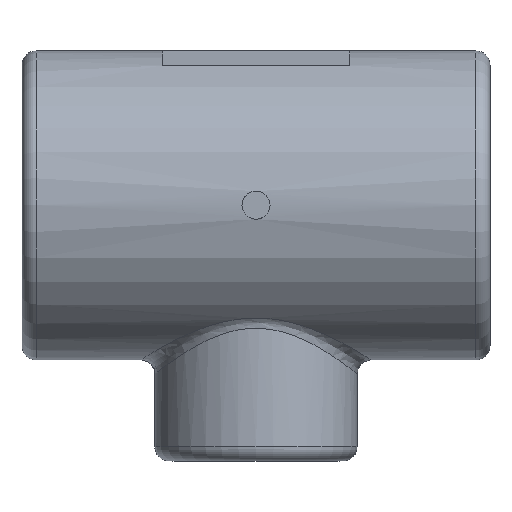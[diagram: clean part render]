
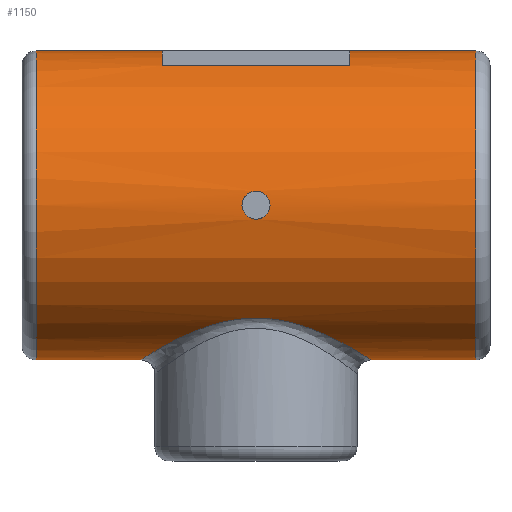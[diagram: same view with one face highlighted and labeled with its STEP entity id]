
A CAD part, top view. The second image highlights one B-rep face of the part: STEP entity #1150.
In plain terms, the highlighted cylindrical face has radius 16.5 mm (diameter 33 mm), a full revolution.
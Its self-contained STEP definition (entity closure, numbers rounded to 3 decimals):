
#156=LINE('',#11308,#175);
#160=LINE('',#11318,#179);
#175=VECTOR('',#1264,1000.);
#179=VECTOR('',#1274,1000.);
#186=CYLINDRICAL_SURFACE('',#1214,16.5);
#219=B_SPLINE_CURVE_WITH_KNOTS('',3,(#16262,#16263,#16264,#16265,#16266,
#16267,#16268,#16269,#16270,#16271,#16272,#16273,#16274,#16275,#16276,#16277,
#16278,#16279,#16280,#16281,#16282,#16283,#16284,#16285,#16286,#16287,#16288,
#16289,#16290,#16291),.UNSPECIFIED.,.F.,.F.,(4,1,1,1,1,1,1,1,1,1,1,1,1,
1,1,1,1,1,1,1,1,1,1,1,1,1,1,4),(0.,0.063,0.094,0.125,0.156,0.188,
0.25,0.281,0.313,0.344,0.375,0.406,0.438,0.5,0.531,0.563,0.594,
0.625,0.656,0.688,0.75,0.781,0.813,0.844,0.875,0.906,0.938,1.),
 .UNSPECIFIED.);
#222=B_SPLINE_CURVE_WITH_KNOTS('',3,(#16408,#16409,#16410,#16411,#16412,
#16413,#16414,#16415,#16416,#16417,#16418),.UNSPECIFIED.,.T.,.F.,(1,1,1,
1,1,1,1,1,1,1,1,1,1,1,1),(-0.004,-0.002,-0.001,
0.,0.001,0.002,0.004,0.005,
0.006,0.007,0.008,0.009,
0.011,0.012,0.013),.UNSPECIFIED.);
#223=B_SPLINE_CURVE_WITH_KNOTS('',3,(#16420,#16421,#16422,#16423,#16424,
#16425,#16426,#16427,#16428,#16429,#16430,#16431,#16432,#16433,#16434,#16435,
#16436,#16437,#16438,#16439,#16440,#16441,#16442,#16443,#16444,#16445,#16446,
#16447,#16448,#16449,#16450),.UNSPECIFIED.,.F.,.F.,(4,1,1,1,1,1,1,1,1,1,
1,1,1,1,1,1,1,1,1,1,1,1,1,1,1,1,1,1,4),(0.,0.031,0.063,0.094,0.125,
0.156,0.188,0.25,0.281,0.313,0.344,0.375,0.406,0.438,0.5,0.531,
0.563,0.594,0.625,0.656,0.688,0.75,0.781,0.813,0.844,0.875,0.906,
0.938,1.),.UNSPECIFIED.);
#460=ORIENTED_EDGE('',*,*,#786,.T.);
#461=ORIENTED_EDGE('',*,*,#787,.T.);
#462=ORIENTED_EDGE('',*,*,#788,.T.);
#463=ORIENTED_EDGE('',*,*,#717,.F.);
#464=ORIENTED_EDGE('',*,*,#705,.F.);
#465=ORIENTED_EDGE('',*,*,#708,.F.);
#466=ORIENTED_EDGE('',*,*,#711,.F.);
#467=ORIENTED_EDGE('',*,*,#718,.F.);
#468=ORIENTED_EDGE('',*,*,#713,.F.);
#469=ORIENTED_EDGE('',*,*,#773,.T.);
#470=ORIENTED_EDGE('',*,*,#789,.T.);
#705=EDGE_CURVE('',#884,#886,#965,.T.);
#708=EDGE_CURVE('',#887,#884,#156,.T.);
#711=EDGE_CURVE('',#889,#887,#966,.T.);
#713=EDGE_CURVE('',#890,#892,#160,.T.);
#717=EDGE_CURVE('',#886,#890,#967,.T.);
#718=EDGE_CURVE('',#892,#889,#968,.T.);
#773=EDGE_CURVE('',#945,#943,#219,.T.);
#786=EDGE_CURVE('',#954,#954,#981,.T.);
#787=EDGE_CURVE('',#955,#955,#982,.T.);
#788=EDGE_CURVE('',#956,#956,#222,.T.);
#789=EDGE_CURVE('',#943,#945,#223,.T.);
#884=VERTEX_POINT('',#11299);
#886=VERTEX_POINT('',#11302);
#887=VERTEX_POINT('',#11306);
#889=VERTEX_POINT('',#11312);
#890=VERTEX_POINT('',#11316);
#892=VERTEX_POINT('',#11319);
#943=VERTEX_POINT('',#16260);
#945=VERTEX_POINT('',#16292);
#954=VERTEX_POINT('',#16405);
#955=VERTEX_POINT('',#16407);
#956=VERTEX_POINT('',#16419);
#965=CIRCLE('',#1184,16.5);
#966=CIRCLE('',#1187,16.5);
#967=CIRCLE('',#1190,16.5);
#968=CIRCLE('',#1192,16.5);
#981=CIRCLE('',#1215,16.5);
#982=CIRCLE('',#1216,16.5);
#1022=EDGE_LOOP('',(#460));
#1023=EDGE_LOOP('',(#461));
#1024=EDGE_LOOP('',(#462));
#1025=EDGE_LOOP('',(#463,#464,#465,#466,#467,#468));
#1026=EDGE_LOOP('',(#469,#470));
#1081=FACE_BOUND('',#1022,.T.);
#1082=FACE_BOUND('',#1023,.T.);
#1083=FACE_BOUND('',#1024,.T.);
#1084=FACE_BOUND('',#1025,.T.);
#1085=FACE_BOUND('',#1026,.T.);
#1150=ADVANCED_FACE('',(#1081,#1082,#1083,#1084,#1085),#186,.T.);
#1184=AXIS2_PLACEMENT_3D('',#11301,#1258,#1259);
#1187=AXIS2_PLACEMENT_3D('',#11313,#1269,#1270);
#1190=AXIS2_PLACEMENT_3D('',#11325,#1280,#1281);
#1192=AXIS2_PLACEMENT_3D('',#11327,#1284,#1285);
#1214=AXIS2_PLACEMENT_3D('',#16403,#1330,#1331);
#1215=AXIS2_PLACEMENT_3D('',#16404,#1332,#1333);
#1216=AXIS2_PLACEMENT_3D('',#16406,#1334,#1335);
#1258=DIRECTION('',(-1.,0.,0.));
#1259=DIRECTION('',(0.,0.,-1.));
#1264=DIRECTION('',(1.,0.,0.));
#1269=DIRECTION('',(1.,0.,0.));
#1270=DIRECTION('',(0.,0.,1.));
#1274=DIRECTION('',(-1.,0.,0.));
#1280=DIRECTION('',(-1.,0.,0.));
#1281=DIRECTION('',(0.,0.,-1.));
#1284=DIRECTION('',(1.,0.,0.));
#1285=DIRECTION('',(0.,0.,1.));
#1330=DIRECTION('',(-1.,0.,0.));
#1331=DIRECTION('',(0.,0.,1.));
#1332=DIRECTION('',(1.,0.,0.));
#1333=DIRECTION('',(0.,0.,-1.));
#1334=DIRECTION('',(-1.,0.,0.));
#1335=DIRECTION('',(0.,0.,1.));
#11299=CARTESIAN_POINT('',(10.,14.942,7.));
#11301=CARTESIAN_POINT('',(10.,0.,0.));
#11302=CARTESIAN_POINT('',(10.,16.5,0.));
#11306=CARTESIAN_POINT('',(-10.,14.942,7.));
#11308=CARTESIAN_POINT('',(-25.,14.942,7.));
#11312=CARTESIAN_POINT('',(-10.,16.5,0.));
#11313=CARTESIAN_POINT('',(-10.,0.,0.));
#11316=CARTESIAN_POINT('',(10.,14.942,-7.));
#11318=CARTESIAN_POINT('',(-25.,14.942,-7.));
#11319=CARTESIAN_POINT('',(-10.,14.942,-7.));
#11325=CARTESIAN_POINT('',(10.,0.,0.));
#11327=CARTESIAN_POINT('',(-10.,0.,0.));
#16260=CARTESIAN_POINT('',(12.26,-16.475,-0.906));
#16262=CARTESIAN_POINT('',(-12.258,-16.474,0.926));
#16263=CARTESIAN_POINT('',(-12.188,-16.43,1.711));
#16264=CARTESIAN_POINT('',(-11.937,-16.273,2.902));
#16265=CARTESIAN_POINT('',(-11.383,-15.936,4.324));
#16266=CARTESIAN_POINT('',(-10.832,-15.609,5.382));
#16267=CARTESIAN_POINT('',(-10.217,-15.256,6.31));
#16268=CARTESIAN_POINT('',(-9.239,-14.718,7.507));
#16269=CARTESIAN_POINT('',(-8.153,-14.163,8.494));
#16270=CARTESIAN_POINT('',(-6.896,-13.597,9.357));
#16271=CARTESIAN_POINT('',(-5.93,-13.207,9.897));
#16272=CARTESIAN_POINT('',(-4.859,-12.833,10.376));
#16273=CARTESIAN_POINT('',(-3.824,-12.533,10.734));
#16274=CARTESIAN_POINT('',(-2.616,-12.267,11.037));
#16275=CARTESIAN_POINT('',(-1.063,-12.049,11.273));
#16276=CARTESIAN_POINT('',(0.527,-12.02,11.304));
#16277=CARTESIAN_POINT('',(2.079,-12.181,11.131));
#16278=CARTESIAN_POINT('',(3.272,-12.401,10.886));
#16279=CARTESIAN_POINT('',(4.343,-12.676,10.567));
#16280=CARTESIAN_POINT('',(5.448,-13.031,10.127));
#16281=CARTESIAN_POINT('',(6.436,-13.406,9.628));
#16282=CARTESIAN_POINT('',(7.74,-13.965,8.814));
#16283=CARTESIAN_POINT('',(8.869,-14.524,7.871));
#16284=CARTESIAN_POINT('',(9.891,-15.074,6.732));
#16285=CARTESIAN_POINT('',(10.547,-15.444,5.837));
#16286=CARTESIAN_POINT('',(11.143,-15.792,4.819));
#16287=CARTESIAN_POINT('',(11.601,-16.069,3.804));
#16288=CARTESIAN_POINT('',(11.987,-16.304,2.628));
#16289=CARTESIAN_POINT('',(12.297,-16.497,1.081));
#16290=CARTESIAN_POINT('',(12.33,-16.519,-0.112));
#16291=CARTESIAN_POINT('',(12.26,-16.475,-0.906));
#16292=CARTESIAN_POINT('',(-12.258,-16.474,0.926));
#16403=CARTESIAN_POINT('',(-25.,0.,0.));
#16404=CARTESIAN_POINT('',(-23.5,0.,0.));
#16405=CARTESIAN_POINT('',(-23.5,0.,-16.5));
#16406=CARTESIAN_POINT('',(23.5,0.,0.));
#16407=CARTESIAN_POINT('',(23.5,0.,16.5));
#16408=CARTESIAN_POINT('',(1.175,1.177,16.466));
#16409=CARTESIAN_POINT('',(1.663,0.,16.517));
#16410=CARTESIAN_POINT('',(1.175,-1.175,16.466));
#16411=CARTESIAN_POINT('',(0.002,-1.662,16.415));
#16412=CARTESIAN_POINT('',(-1.175,-1.177,16.466));
#16413=CARTESIAN_POINT('',(-1.663,0.,16.517));
#16414=CARTESIAN_POINT('',(-1.175,1.175,16.466));
#16415=CARTESIAN_POINT('',(-0.002,1.662,16.415));
#16416=CARTESIAN_POINT('',(1.175,1.177,16.466));
#16417=CARTESIAN_POINT('',(1.663,0.,16.517));
#16418=CARTESIAN_POINT('',(1.175,-1.175,16.466));
#16419=CARTESIAN_POINT('',(1.5,0.,16.5));
#16420=CARTESIAN_POINT('',(12.26,-16.475,-0.906));
#16421=CARTESIAN_POINT('',(12.226,-16.453,-1.3));
#16422=CARTESIAN_POINT('',(12.113,-16.383,-2.078));
#16423=CARTESIAN_POINT('',(11.799,-16.189,-3.254));
#16424=CARTESIAN_POINT('',(11.389,-15.94,-4.31));
#16425=CARTESIAN_POINT('',(10.84,-15.614,-5.368));
#16426=CARTESIAN_POINT('',(10.227,-15.262,-6.296));
#16427=CARTESIAN_POINT('',(9.256,-14.727,-7.489));
#16428=CARTESIAN_POINT('',(8.158,-14.165,-8.491));
#16429=CARTESIAN_POINT('',(6.906,-13.601,-9.35));
#16430=CARTESIAN_POINT('',(5.947,-13.214,-9.889));
#16431=CARTESIAN_POINT('',(4.865,-12.835,-10.374));
#16432=CARTESIAN_POINT('',(3.811,-12.53,-10.738));
#16433=CARTESIAN_POINT('',(2.631,-12.271,-11.032));
#16434=CARTESIAN_POINT('',(1.103,-12.053,-11.269));
#16435=CARTESIAN_POINT('',(-0.519,-12.019,-11.305));
#16436=CARTESIAN_POINT('',(-2.07,-12.18,-11.132));
#16437=CARTESIAN_POINT('',(-3.266,-12.4,-10.888));
#16438=CARTESIAN_POINT('',(-4.343,-12.675,-10.567));
#16439=CARTESIAN_POINT('',(-5.456,-13.034,-10.124));
#16440=CARTESIAN_POINT('',(-6.435,-13.406,-9.628));
#16441=CARTESIAN_POINT('',(-7.732,-13.961,-8.82));
#16442=CARTESIAN_POINT('',(-8.871,-14.525,-7.87));
#16443=CARTESIAN_POINT('',(-9.891,-15.074,-6.732));
#16444=CARTESIAN_POINT('',(-10.546,-15.444,-5.839));
#16445=CARTESIAN_POINT('',(-11.145,-15.794,-4.815));
#16446=CARTESIAN_POINT('',(-11.608,-16.072,-3.787));
#16447=CARTESIAN_POINT('',(-11.984,-16.303,-2.632));
#16448=CARTESIAN_POINT('',(-12.293,-16.496,-1.1));
#16449=CARTESIAN_POINT('',(-12.33,-16.519,0.126));
#16450=CARTESIAN_POINT('',(-12.258,-16.474,0.926));
